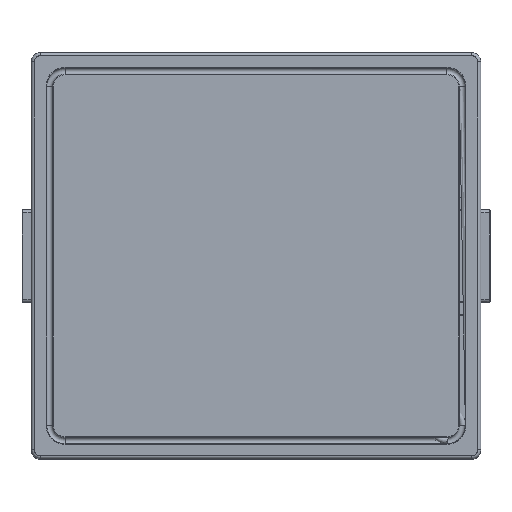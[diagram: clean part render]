
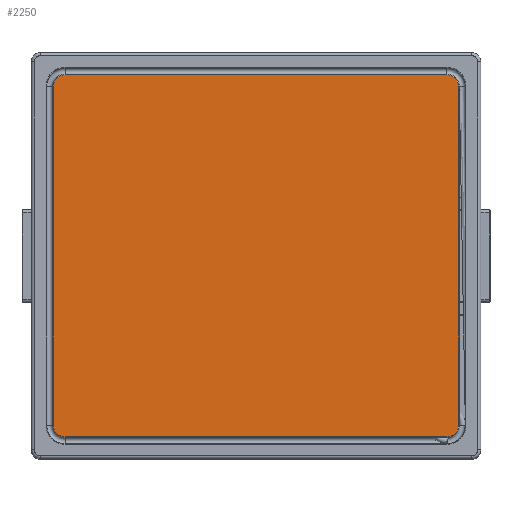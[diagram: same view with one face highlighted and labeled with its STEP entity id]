
A CAD part, top view. The second image highlights one B-rep face of the part: STEP entity #2250.
In plain terms, the highlighted planar face has unit normal (0, 0, 1).
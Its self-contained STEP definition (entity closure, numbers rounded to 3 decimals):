
#27 = B_SPLINE_CURVE_WITH_KNOTS ( 'NONE', 3,
 ( #3796, #3058, #4544, #1228 ),
 .UNSPECIFIED., .F., .F.,
 ( 4, 4 ),
 ( 0., 1. ),
 .UNSPECIFIED. ) ;
#52 = CARTESIAN_POINT ( 'NONE',  ( -3.199, 2.92, 3.15 ) ) ;
#125 = PLANE ( 'NONE',  #3687 ) ;
#144 = B_SPLINE_CURVE_WITH_KNOTS ( 'NONE', 3,
 ( #4072, #396, #800, #424 ),
 .UNSPECIFIED., .F., .F.,
 ( 4, 4 ),
 ( 0., 1. ),
 .UNSPECIFIED. ) ;
#204 = CARTESIAN_POINT ( 'NONE',  ( -3.269, -2.849, 3.15 ) ) ;
#227 = B_SPLINE_CURVE_WITH_KNOTS ( 'NONE', 3,
 ( #2067, #2139, #3185, #2115 ),
 .UNSPECIFIED., .F., .F.,
 ( 4, 4 ),
 ( 0., 1. ),
 .UNSPECIFIED. ) ;
#387 = EDGE_CURVE ( 'NONE', #3663, #2812, #144, .T. ) ;
#396 = CARTESIAN_POINT ( 'NONE',  ( -1.033, 2.94, 3.15 ) ) ;
#424 = CARTESIAN_POINT ( 'NONE',  ( 3.1, 2.94, 3.15 ) ) ;
#445 = CARTESIAN_POINT ( 'NONE',  ( -3.269, 2.849, 3.15 ) ) ;
#474 = CARTESIAN_POINT ( 'NONE',  ( 3.29, 0.917, 3.15 ) ) ;
#631 = VERTEX_POINT ( 'NONE', #1798 ) ;
#709 = VERTEX_POINT ( 'NONE', #2738 ) ;
#800 = CARTESIAN_POINT ( 'NONE',  ( 1.033, 2.94, 3.15 ) ) ;
#826 = CARTESIAN_POINT ( 'NONE',  ( 3.29, -2.75, 3.15 ) ) ;
#926 = EDGE_CURVE ( 'NONE', #1749, #631, #2011, .T. ) ;
#1053 = CARTESIAN_POINT ( 'NONE',  ( 3.199, 2.92, 3.15 ) ) ;
#1099 = CARTESIAN_POINT ( 'NONE',  ( 3.27, 2.849, 3.15 ) ) ;
#1213 = B_SPLINE_CURVE_WITH_KNOTS ( 'NONE', 3,
 ( #1938, #474, #3045, #826 ),
 .UNSPECIFIED., .F., .F.,
 ( 4, 4 ),
 ( 0., 1. ),
 .UNSPECIFIED. ) ;
#1228 = CARTESIAN_POINT ( 'NONE',  ( -3.29, 2.75, 3.15 ) ) ;
#1230 = CARTESIAN_POINT ( 'NONE',  ( -3.1, 2.94, 3.15 ) ) ;
#1304 = CARTESIAN_POINT ( 'NONE',  ( -3.29, -2.75, 3.15 ) ) ;
#1311 = EDGE_CURVE ( 'NONE', #1856, #1749, #1213, .T. ) ;
#1412 = CARTESIAN_POINT ( 'NONE',  ( 3.1, -2.94, 3.15 ) ) ;
#1420 = CARTESIAN_POINT ( 'NONE',  ( 3.1, 2.94, 3.15 ) ) ;
#1462 = CARTESIAN_POINT ( 'NONE',  ( 3.15, -2.94, 3.15 ) ) ;
#1501 = ORIENTED_EDGE ( 'NONE', *, *, #2527, .F. ) ;
#1543 = VERTEX_POINT ( 'NONE', #4242 ) ;
#1594 = CARTESIAN_POINT ( 'NONE',  ( 0., 0., 3.15 ) ) ;
#1668 = EDGE_CURVE ( 'NONE', #709, #3663, #4307, .T. ) ;
#1680 = CARTESIAN_POINT ( 'NONE',  ( 3.29, 2.75, 3.15 ) ) ;
#1749 = VERTEX_POINT ( 'NONE', #3400 ) ;
#1793 = CARTESIAN_POINT ( 'NONE',  ( 3.27, -2.849, 3.15 ) ) ;
#1798 = CARTESIAN_POINT ( 'NONE',  ( 3.1, -2.94, 3.15 ) ) ;
#1823 = CARTESIAN_POINT ( 'NONE',  ( 3.15, 2.94, 3.15 ) ) ;
#1856 = VERTEX_POINT ( 'NONE', #1680 ) ;
#1938 = CARTESIAN_POINT ( 'NONE',  ( 3.29, 2.75, 3.15 ) ) ;
#1989 = B_SPLINE_CURVE_WITH_KNOTS ( 'NONE', 3,
 ( #3492, #4225, #3473, #204, #4594, #1304 ),
 .UNSPECIFIED., .F., .F.,
 ( 4, 2, 4 ),
 ( 0., 0.5, 1. ),
 .UNSPECIFIED. ) ;
#2011 = B_SPLINE_CURVE_WITH_KNOTS ( 'NONE', 3,
 ( #2610, #2172, #1793, #4388, #1462, #1412 ),
 .UNSPECIFIED., .F., .F.,
 ( 4, 2, 4 ),
 ( 0., 0.5, 1. ),
 .UNSPECIFIED. ) ;
#2067 = CARTESIAN_POINT ( 'NONE',  ( 3.1, -2.94, 3.15 ) ) ;
#2115 = CARTESIAN_POINT ( 'NONE',  ( -3.1, -2.94, 3.15 ) ) ;
#2139 = CARTESIAN_POINT ( 'NONE',  ( 1.033, -2.94, 3.15 ) ) ;
#2172 = CARTESIAN_POINT ( 'NONE',  ( 3.29, -2.8, 3.15 ) ) ;
#2250 = ADVANCED_FACE ( 'NONE', ( #3425 ), #125, .F. ) ;
#2268 = ORIENTED_EDGE ( 'NONE', *, *, #926, .F. ) ;
#2274 = ORIENTED_EDGE ( 'NONE', *, *, #1311, .F. ) ;
#2527 = EDGE_CURVE ( 'NONE', #3672, #1543, #1989, .T. ) ;
#2534 = EDGE_LOOP ( 'NONE', ( #3056, #3439, #1501, #4024, #2268, #2274, #4745, #3151 ) ) ;
#2610 = CARTESIAN_POINT ( 'NONE',  ( 3.29, -2.75, 3.15 ) ) ;
#2614 = EDGE_CURVE ( 'NONE', #631, #3672, #227, .T. ) ;
#2738 = CARTESIAN_POINT ( 'NONE',  ( -3.29, 2.75, 3.15 ) ) ;
#2812 = VERTEX_POINT ( 'NONE', #3850 ) ;
#2949 = B_SPLINE_CURVE_WITH_KNOTS ( 'NONE', 3,
 ( #1420, #1823, #1053, #1099, #4726, #4038 ),
 .UNSPECIFIED., .F., .F.,
 ( 4, 2, 4 ),
 ( 0., 0.5, 1. ),
 .UNSPECIFIED. ) ;
#3014 = DIRECTION ( 'NONE',  ( 0., 0., -1. ) ) ;
#3045 = CARTESIAN_POINT ( 'NONE',  ( 3.29, -0.917, 3.15 ) ) ;
#3056 = ORIENTED_EDGE ( 'NONE', *, *, #1668, .F. ) ;
#3058 = CARTESIAN_POINT ( 'NONE',  ( -3.29, -0.917, 3.15 ) ) ;
#3060 = CARTESIAN_POINT ( 'NONE',  ( -3.15, 2.94, 3.15 ) ) ;
#3151 = ORIENTED_EDGE ( 'NONE', *, *, #387, .F. ) ;
#3185 = CARTESIAN_POINT ( 'NONE',  ( -1.033, -2.94, 3.15 ) ) ;
#3400 = CARTESIAN_POINT ( 'NONE',  ( 3.29, -2.75, 3.15 ) ) ;
#3425 = FACE_OUTER_BOUND ( 'NONE', #2534, .T. ) ;
#3439 = ORIENTED_EDGE ( 'NONE', *, *, #3902, .F. ) ;
#3473 = CARTESIAN_POINT ( 'NONE',  ( -3.199, -2.919, 3.15 ) ) ;
#3492 = CARTESIAN_POINT ( 'NONE',  ( -3.1, -2.94, 3.15 ) ) ;
#3663 = VERTEX_POINT ( 'NONE', #4677 ) ;
#3672 = VERTEX_POINT ( 'NONE', #3805 ) ;
#3687 = AXIS2_PLACEMENT_3D ( 'NONE', #1594, #3014, #4169 ) ;
#3796 = CARTESIAN_POINT ( 'NONE',  ( -3.29, -2.75, 3.15 ) ) ;
#3805 = CARTESIAN_POINT ( 'NONE',  ( -3.1, -2.94, 3.15 ) ) ;
#3850 = CARTESIAN_POINT ( 'NONE',  ( 3.1, 2.94, 3.15 ) ) ;
#3902 = EDGE_CURVE ( 'NONE', #1543, #709, #27, .T. ) ;
#3993 = CARTESIAN_POINT ( 'NONE',  ( -3.29, 2.8, 3.15 ) ) ;
#4024 = ORIENTED_EDGE ( 'NONE', *, *, #2614, .F. ) ;
#4038 = CARTESIAN_POINT ( 'NONE',  ( 3.29, 2.75, 3.15 ) ) ;
#4072 = CARTESIAN_POINT ( 'NONE',  ( -3.1, 2.94, 3.15 ) ) ;
#4152 = EDGE_CURVE ( 'NONE', #2812, #1856, #2949, .T. ) ;
#4169 = DIRECTION ( 'NONE',  ( -1., 0., 0. ) ) ;
#4225 = CARTESIAN_POINT ( 'NONE',  ( -3.15, -2.94, 3.15 ) ) ;
#4242 = CARTESIAN_POINT ( 'NONE',  ( -3.29, -2.75, 3.15 ) ) ;
#4307 = B_SPLINE_CURVE_WITH_KNOTS ( 'NONE', 3,
 ( #4356, #3993, #445, #52, #3060, #1230 ),
 .UNSPECIFIED., .F., .F.,
 ( 4, 2, 4 ),
 ( 0., 0.5, 1. ),
 .UNSPECIFIED. ) ;
#4356 = CARTESIAN_POINT ( 'NONE',  ( -3.29, 2.75, 3.15 ) ) ;
#4388 = CARTESIAN_POINT ( 'NONE',  ( 3.199, -2.919, 3.15 ) ) ;
#4544 = CARTESIAN_POINT ( 'NONE',  ( -3.29, 0.917, 3.15 ) ) ;
#4594 = CARTESIAN_POINT ( 'NONE',  ( -3.29, -2.8, 3.15 ) ) ;
#4677 = CARTESIAN_POINT ( 'NONE',  ( -3.1, 2.94, 3.15 ) ) ;
#4726 = CARTESIAN_POINT ( 'NONE',  ( 3.29, 2.8, 3.15 ) ) ;
#4745 = ORIENTED_EDGE ( 'NONE', *, *, #4152, .F. ) ;
